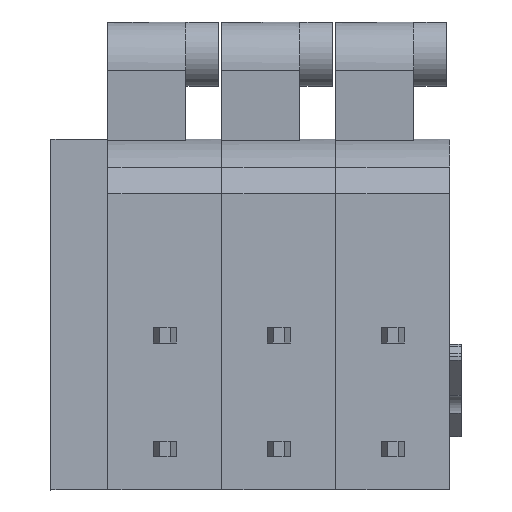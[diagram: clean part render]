
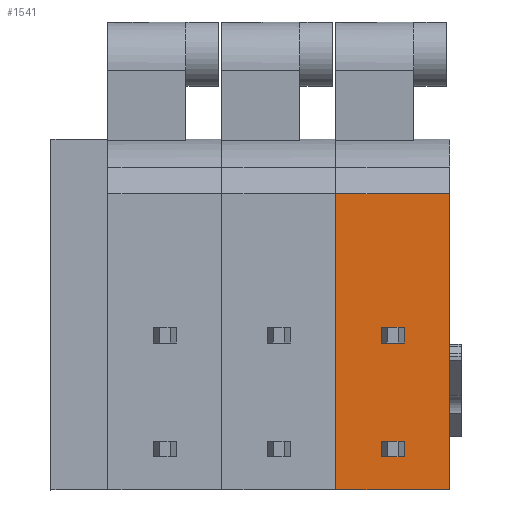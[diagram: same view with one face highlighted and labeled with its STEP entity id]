
A CAD part, left-side view. The second image highlights one B-rep face of the part: STEP entity #1541.
In plain terms, the highlighted planar face has unit normal (-1, 0, 0).
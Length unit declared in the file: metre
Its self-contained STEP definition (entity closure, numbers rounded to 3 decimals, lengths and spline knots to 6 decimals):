
#1541=ADVANCED_FACE('',(#4304,#4305,#4306),#4307,.T.);
#1711=EDGE_CURVE('',#4573,#4570,#4574,.T.);
#1877=EDGE_CURVE('',#4570,#4803,#4806,.T.);
#1979=EDGE_CURVE('',#4803,#4939,#4940,.T.);
#1981=EDGE_CURVE('',#4573,#4939,#4942,.T.);
#4304=FACE_BOUND('',#8171,.T.);
#4305=FACE_BOUND('',#8172,.T.);
#4306=FACE_OUTER_BOUND('',#8173,.T.);
#4307=PLANE('',#8174);
#4570=VERTEX_POINT('',#8543);
#4573=VERTEX_POINT('',#8548);
#4574=LINE('',#8549,#8550);
#4803=VERTEX_POINT('',#8918);
#4806=LINE('',#8923,#8924);
#4939=VERTEX_POINT('',#9139);
#4940=LINE('',#9140,#9141);
#4942=LINE('',#9144,#9145);
#8171=EDGE_LOOP('',(#14039,#14040,#14041,#14042));
#8172=EDGE_LOOP('',(#14043,#14044,#14045,#14046));
#8173=EDGE_LOOP('',(#14047,#14048,#14049,#14050));
#8174=AXIS2_PLACEMENT_3D('',#14051,#14052,#14053);
#8543=CARTESIAN_POINT('',(-0.185588,0.053439,-0.058744));
#8548=CARTESIAN_POINT('',(-0.185588,0.048439,-0.058744));
#8549=CARTESIAN_POINT('',(-0.185588,0.053439,-0.058744));
#8550=VECTOR('',#14456,1.0);
#8918=CARTESIAN_POINT('',(-0.185588,0.053439,-0.07174));
#8923=CARTESIAN_POINT('',(-0.185588,0.053439,-0.07174));
#8924=VECTOR('',#14587,1.0);
#9139=CARTESIAN_POINT('',(-0.185588,0.048439,-0.07174));
#9140=CARTESIAN_POINT('',(-0.185588,0.053439,-0.07174));
#9141=VECTOR('',#14676,1.0);
#9144=CARTESIAN_POINT('',(-0.185588,0.048439,-0.07174));
#9145=VECTOR('',#14677,1.0);
#14039=ORIENTED_EDGE('',*,*,#18564,.F.);
#14040=ORIENTED_EDGE('',*,*,#18570,.F.);
#14041=ORIENTED_EDGE('',*,*,#18593,.T.);
#14042=ORIENTED_EDGE('',*,*,#18559,.F.);
#14043=ORIENTED_EDGE('',*,*,#18579,.F.);
#14044=ORIENTED_EDGE('',*,*,#18588,.T.);
#14045=ORIENTED_EDGE('',*,*,#18574,.F.);
#14046=ORIENTED_EDGE('',*,*,#18583,.T.);
#14047=ORIENTED_EDGE('',*,*,#1711,.T.);
#14048=ORIENTED_EDGE('',*,*,#1877,.T.);
#14049=ORIENTED_EDGE('',*,*,#1979,.T.);
#14050=ORIENTED_EDGE('',*,*,#1981,.F.);
#14051=CARTESIAN_POINT('',(-0.185588,0.053439,-0.07174));
#14052=DIRECTION('',(-1.0,0.,0.));
#14053=DIRECTION('',(0.,0.0,1.0));
#14456=DIRECTION('',(0.,1.0,0.));
#14587=DIRECTION('',(0.,0.,-1.0));
#14676=DIRECTION('',(0.,-1.0,0.));
#14677=DIRECTION('',(0.,0.,-1.0));
#18559=EDGE_CURVE('',#19150,#19152,#19153,.T.);
#18564=EDGE_CURVE('',#19158,#19150,#19161,.T.);
#18570=EDGE_CURVE('',#19169,#19158,#19171,.T.);
#18574=EDGE_CURVE('',#19175,#19177,#19178,.T.);
#18579=EDGE_CURVE('',#19183,#19186,#19187,.T.);
#18583=EDGE_CURVE('',#19175,#19186,#19192,.T.);
#18588=EDGE_CURVE('',#19183,#19177,#19199,.T.);
#18593=EDGE_CURVE('',#19169,#19152,#19206,.T.);
#19150=VERTEX_POINT('',#19828);
#19152=VERTEX_POINT('',#19831);
#19153=LINE('',#19832,#19833);
#19158=VERTEX_POINT('',#19840);
#19161=LINE('',#19844,#19845);
#19169=VERTEX_POINT('',#19856);
#19171=LINE('',#19859,#19860);
#19175=VERTEX_POINT('',#19865);
#19177=VERTEX_POINT('',#19868);
#19178=LINE('',#19869,#19870);
#19183=VERTEX_POINT('',#19877);
#19186=VERTEX_POINT('',#19881);
#19187=LINE('',#19882,#19883);
#19192=LINE('',#19890,#19891);
#19199=LINE('',#19901,#19902);
#19206=LINE('',#19912,#19913);
#19828=CARTESIAN_POINT('',(-0.185588,0.050439,-0.06529));
#19831=CARTESIAN_POINT('',(-0.185588,0.050439,-0.06459));
#19832=CARTESIAN_POINT('',(-0.185588,0.050439,-0.071776));
#19833=VECTOR('',#20558,1.0);
#19840=CARTESIAN_POINT('',(-0.185588,0.051439,-0.06529));
#19844=CARTESIAN_POINT('',(-0.185588,0.053459,-0.06529));
#19845=VECTOR('',#20562,1.0);
#19856=CARTESIAN_POINT('',(-0.185588,0.051439,-0.06459));
#19859=CARTESIAN_POINT('',(-0.185588,0.051439,-0.071776));
#19860=VECTOR('',#20567,1.0);
#19865=CARTESIAN_POINT('',(-0.185588,0.051439,-0.06959));
#19868=CARTESIAN_POINT('',(-0.185588,0.051439,-0.07029));
#19869=CARTESIAN_POINT('',(-0.185588,0.051439,-0.071736));
#19870=VECTOR('',#20570,1.0);
#19877=CARTESIAN_POINT('',(-0.185588,0.050439,-0.07029));
#19881=CARTESIAN_POINT('',(-0.185588,0.050439,-0.06959));
#19882=CARTESIAN_POINT('',(-0.185588,0.050439,-0.071736));
#19883=VECTOR('',#20574,1.0);
#19890=CARTESIAN_POINT('',(-0.185588,0.053459,-0.06959));
#19891=VECTOR('',#20577,1.0);
#19901=CARTESIAN_POINT('',(-0.185588,0.053459,-0.07029));
#19902=VECTOR('',#20581,1.0);
#19912=CARTESIAN_POINT('',(-0.185588,0.053459,-0.06459));
#19913=VECTOR('',#20585,1.0);
#20558=DIRECTION('',(0.,0.,1.0));
#20562=DIRECTION('',(0.,-1.0,0.));
#20567=DIRECTION('',(0.,0.,-1.0));
#20570=DIRECTION('',(0.,0.,-1.0));
#20574=DIRECTION('',(0.,0.,1.0));
#20577=DIRECTION('',(0.,-1.0,0.));
#20581=DIRECTION('',(0.,1.0,0.));
#20585=DIRECTION('',(0.,-1.0,0.));
